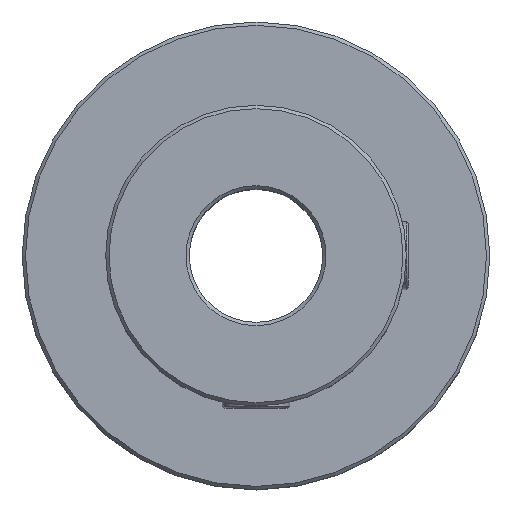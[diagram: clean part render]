
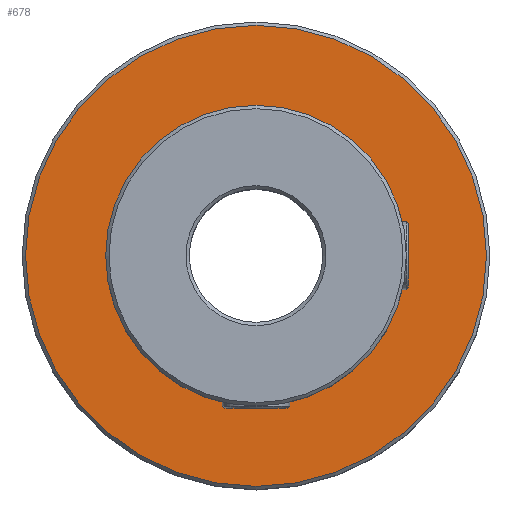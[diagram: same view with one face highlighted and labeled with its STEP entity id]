
A CAD part, top view. The second image highlights one B-rep face of the part: STEP entity #678.
In plain terms, the highlighted planar face has unit normal (0, 0, 1).
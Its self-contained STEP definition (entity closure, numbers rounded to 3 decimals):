
#63=FACE_BOUND('',#154,.T.);
#70=PLANE('',#775);
#105=FACE_OUTER_BOUND('',#153,.T.);
#153=EDGE_LOOP('',(#546));
#154=EDGE_LOOP('',(#547));
#294=CIRCLE('',#748,9.);
#307=CIRCLE('',#774,13.8);
#319=VERTEX_POINT('',#1023);
#344=VERTEX_POINT('',#3509);
#382=EDGE_CURVE('',#319,#319,#294,.T.);
#417=EDGE_CURVE('',#344,#344,#307,.T.);
#546=ORIENTED_EDGE('',*,*,#417,.F.);
#547=ORIENTED_EDGE('',*,*,#382,.T.);
#678=ADVANCED_FACE('',(#105,#63),#70,.T.);
#748=AXIS2_PLACEMENT_3D('',#1025,#830,#831);
#774=AXIS2_PLACEMENT_3D('',#3510,#892,#893);
#775=AXIS2_PLACEMENT_3D('',#3512,#895,#896);
#830=DIRECTION('center_axis',(0.,0.,
-1.));
#831=DIRECTION('ref_axis',(0.,-1.,0.));
#892=DIRECTION('center_axis',(0.,0.,
-1.));
#893=DIRECTION('ref_axis',(0.,-1.,0.));
#895=DIRECTION('center_axis',(0.,0.,
1.));
#896=DIRECTION('ref_axis',(0.,-1.,0.));
#1023=CARTESIAN_POINT('',(0.,9.,8.9));
#1025=CARTESIAN_POINT('Origin',(0.,0.,
8.9));
#3509=CARTESIAN_POINT('',(0.,13.8,8.9));
#3510=CARTESIAN_POINT('Origin',(0.,0.,
8.9));
#3512=CARTESIAN_POINT('Origin',(0.,0.,
8.9));
